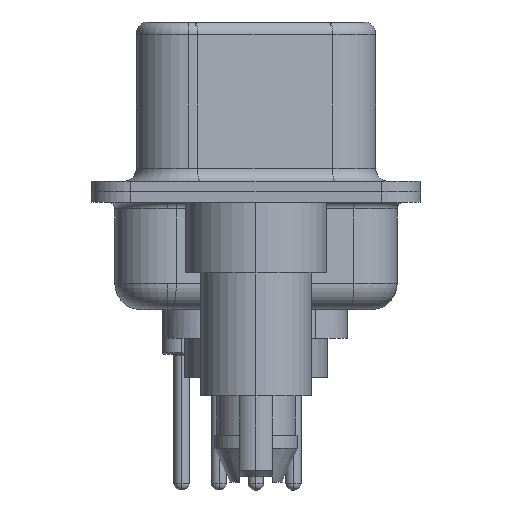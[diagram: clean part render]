
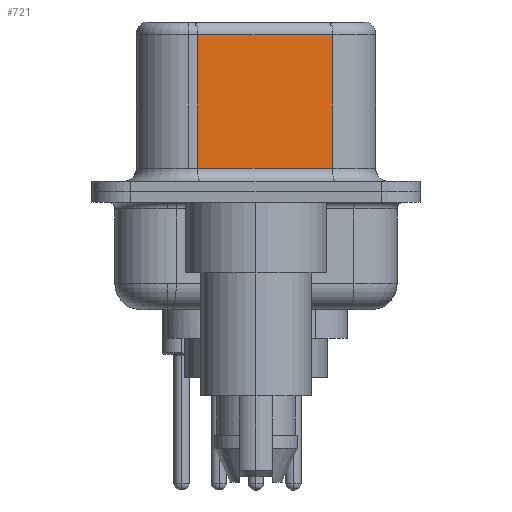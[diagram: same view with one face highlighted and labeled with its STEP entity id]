
A CAD part, left-side view. The second image highlights one B-rep face of the part: STEP entity #721.
In plain terms, the highlighted planar face has unit normal (-0.985, -0.174, 0).
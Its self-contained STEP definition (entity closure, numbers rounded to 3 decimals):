
#547 = VERTEX_POINT ( 'NONE', #19549 ) ;
#690 = LINE ( 'NONE', #19219, #13362 ) ;
#721 = ADVANCED_FACE ( 'NONE', ( #12898 ), #1899, .F. ) ;
#1739 = VERTEX_POINT ( 'NONE', #9644 ) ;
#1861 = EDGE_CURVE ( 'NONE', #3970, #12907, #690, .T. ) ;
#1899 = PLANE ( 'NONE',  #13306 ) ;
#3970 = VERTEX_POINT ( 'NONE', #9890 ) ;
#4935 = DIRECTION ( 'NONE',  ( -0.174, 0.985, 0. ) ) ;
#4988 = CARTESIAN_POINT ( 'NONE',  ( 4.58, -2.927, 6.52 ) ) ;
#5962 = ORIENTED_EDGE ( 'NONE', *, *, #13910, .T. ) ;
#6514 = CARTESIAN_POINT ( 'NONE',  ( 4.58, -2.927, 0.9 ) ) ;
#6729 = DIRECTION ( 'NONE',  ( 0.985, 0.174, 0. ) ) ;
#7046 = DIRECTION ( 'NONE',  ( 0.174, -0.985, 0. ) ) ;
#7227 = VECTOR ( 'NONE', #7046, 1000. ) ;
#7980 = EDGE_CURVE ( 'NONE', #1739, #12907, #16303, .T. ) ;
#9644 = CARTESIAN_POINT ( 'NONE',  ( 3.67, 2.233, 0.9 ) ) ;
#9890 = CARTESIAN_POINT ( 'NONE',  ( 4.58, -2.927, 6.02 ) ) ;
#10054 = DIRECTION ( 'NONE',  ( 0., 0., -1. ) ) ;
#10074 = VECTOR ( 'NONE', #18500, 1000. ) ;
#10172 = EDGE_CURVE ( 'NONE', #547, #1739, #12466, .T. ) ;
#12466 = LINE ( 'NONE', #12689, #16227 ) ;
#12689 = CARTESIAN_POINT ( 'NONE',  ( 3.67, 2.233, 6.52 ) ) ;
#12898 = FACE_OUTER_BOUND ( 'NONE', #19494, .T. ) ;
#12907 = VERTEX_POINT ( 'NONE', #6514 ) ;
#13216 = ORIENTED_EDGE ( 'NONE', *, *, #10172, .T. ) ;
#13306 = AXIS2_PLACEMENT_3D ( 'NONE', #4988, #6729, #4935 ) ;
#13362 = VECTOR ( 'NONE', #10054, 1000. ) ;
#13910 = EDGE_CURVE ( 'NONE', #3970, #547, #14367, .T. ) ;
#14317 = DIRECTION ( 'NONE',  ( 0., 0., -1. ) ) ;
#14367 = LINE ( 'NONE', #15303, #10074 ) ;
#15303 = CARTESIAN_POINT ( 'NONE',  ( 4.58, -2.927, 6.02 ) ) ;
#16227 = VECTOR ( 'NONE', #14317, 1000. ) ;
#16303 = LINE ( 'NONE', #16682, #7227 ) ;
#16682 = CARTESIAN_POINT ( 'NONE',  ( 4.58, -2.927, 0.9 ) ) ;
#17338 = ORIENTED_EDGE ( 'NONE', *, *, #1861, .F. ) ;
#18500 = DIRECTION ( 'NONE',  ( -0.174, 0.985, 0. ) ) ;
#19219 = CARTESIAN_POINT ( 'NONE',  ( 4.58, -2.927, 6.52 ) ) ;
#19494 = EDGE_LOOP ( 'NONE', ( #17338, #5962, #13216, #21016 ) ) ;
#19549 = CARTESIAN_POINT ( 'NONE',  ( 3.67, 2.233, 6.02 ) ) ;
#21016 = ORIENTED_EDGE ( 'NONE', *, *, #7980, .T. ) ;
